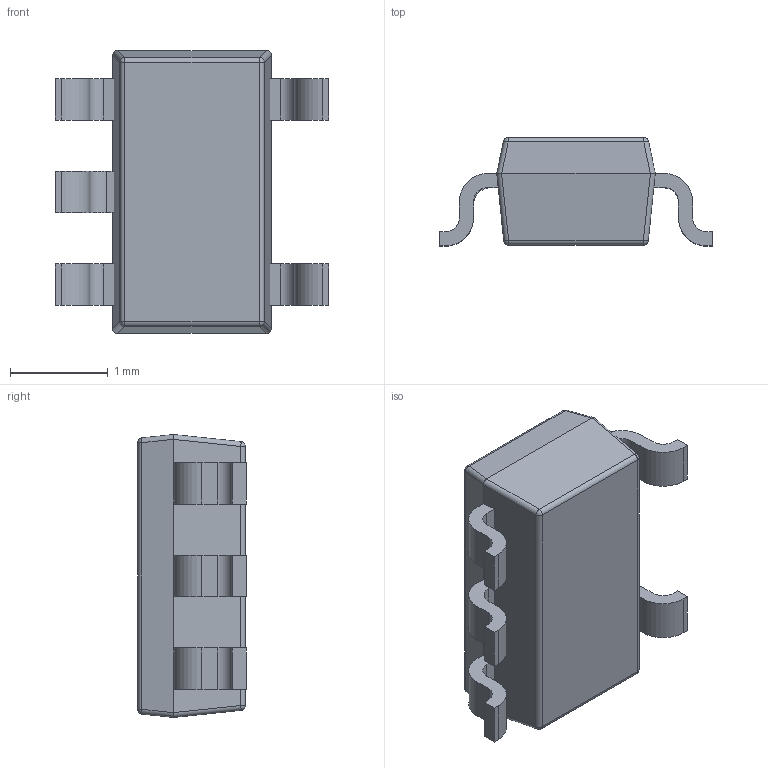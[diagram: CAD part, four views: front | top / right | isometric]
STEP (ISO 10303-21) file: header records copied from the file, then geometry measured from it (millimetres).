
FILE_DESCRIPTION (( 'STEP AP214' ), '1' );
FILE_NAME ('SW3dPS-SOT-23-5L.STEP', '2009-10-05T14:15:48', ( 'SysAdmin' ), ( 'SolidWorks' ), 'SwSTEP 2.0', 'SolidWorks 2009', '' );
FILE_SCHEMA (( 'AUTOMOTIVE_DESIGN' ));
Length unit declared in the file: millimetre
Products named in the file (1): SW3dPS-SOT-23-5L
Bounding box: 2.8 x 1.11 x 2.9 mm (x, y, z)
Volume: 5.1 mm3; surface area: 23.3 mm2
Topology: 1 solids, 1 shells, 99 faces, 265 edges, 160 vertices
Faces by surface type: plane 55, cylinder 36, sphere 8
Entity records: 3399 total; most frequent: CARTESIAN_POINT 577, DIRECTION 517, ORIENTED_EDGE 514, EDGE_CURVE 257, VECTOR 189, LINE 189, AXIS2_PLACEMENT_3D 164, VERTEX_POINT 160
